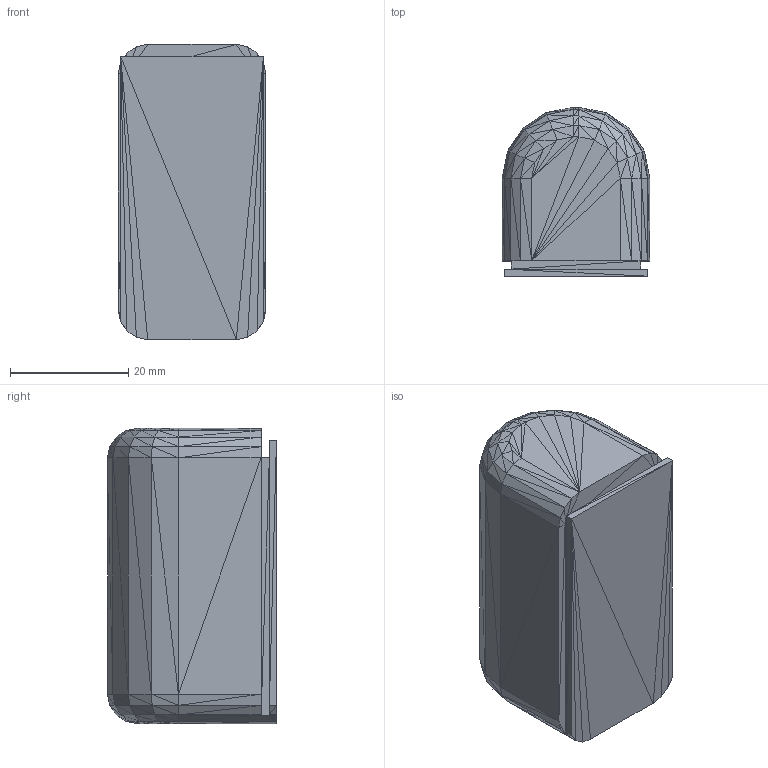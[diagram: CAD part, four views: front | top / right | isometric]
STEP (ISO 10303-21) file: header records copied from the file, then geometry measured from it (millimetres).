
FILE_DESCRIPTION((''),'2;1');
FILE_NAME('RPi Camera - Grip', '2025-07-29T21:08:36', (''), (''), 'ImageToStl.com STEP Converter','', '');
FILE_SCHEMA(('AUTOMOTIVE_DESIGN_CC2'));
Length unit declared in the file: metre
Products named in the file (1): product0
Bounding box: 25 x 28.6 x 50 mm (x, y, z)
Surface area: 6098.2 mm2 (no closed solid volume)
Topology: 0 solids, 276 shells, 276 faces, 828 edges, 140 vertices
Faces by surface type: plane 276
Entity records: 6380 total; most frequent: DIRECTION 1382, ORIENTED_EDGE 828, EDGE_CURVE 828, LINE 828, VECTOR 828, AXIS2_PLACEMENT_3D 277, FACE_SURFACE 276, PLANE 276
